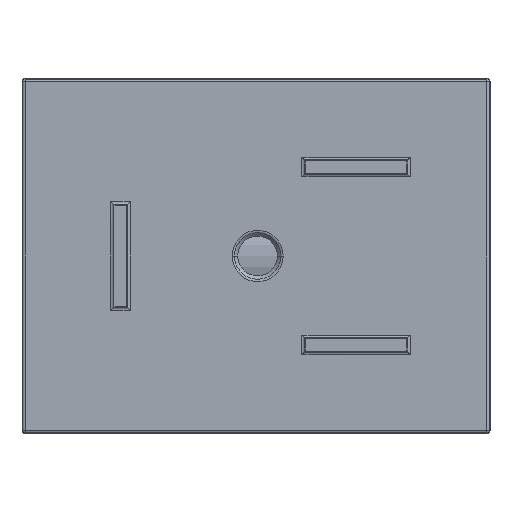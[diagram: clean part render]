
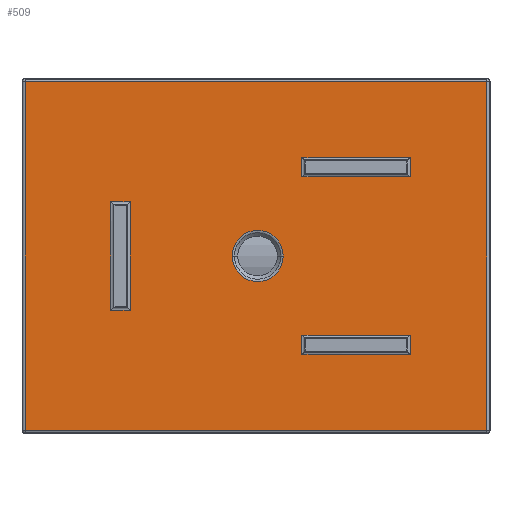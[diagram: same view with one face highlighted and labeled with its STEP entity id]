
A CAD part, front view. The second image highlights one B-rep face of the part: STEP entity #509.
In plain terms, the highlighted planar face has unit normal (0, -1, 0).
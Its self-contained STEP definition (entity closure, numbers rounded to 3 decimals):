
#357=CARTESIAN_POINT('',(-14.5,0.,11.));
#358=DIRECTION('',(0.,1.,0.));
#359=DIRECTION('',(1.,0.,0.));
#360=AXIS2_PLACEMENT_3D('',#357,#358,#359);
#361=PLANE('',#360);
#362=CARTESIAN_POINT('',(1.683,0.,-0.));
#363=VERTEX_POINT('',#362);
#364=CARTESIAN_POINT('',(0.1,0.,0.));
#365=DIRECTION('',(0.,-1.,0.));
#366=DIRECTION('',(-1.,0.,0.));
#367=AXIS2_PLACEMENT_3D('',#364,#365,#366);
#368=CIRCLE('',#367,1.583);
#369=EDGE_CURVE('',#363,#363,#368,.T.);
#370=ORIENTED_EDGE('',*,*,#369,.F.);
#371=EDGE_LOOP('',(#370));
#372=FACE_BOUND('',#371,.T.);
#373=CARTESIAN_POINT('',(2.85,0.,4.9));
#374=VERTEX_POINT('',#373);
#375=CARTESIAN_POINT('',(9.55,0.,4.9));
#376=VERTEX_POINT('',#375);
#377=CARTESIAN_POINT('',(2.85,0.,4.9));
#378=DIRECTION('',(1.,0.,-0.));
#379=VECTOR('',#378,6.7);
#380=LINE('',#377,#379);
#381=EDGE_CURVE('',#374,#376,#380,.T.);
#382=ORIENTED_EDGE('',*,*,#381,.F.);
#383=CARTESIAN_POINT('',(2.85,0.,6.1));
#384=VERTEX_POINT('',#383);
#385=CARTESIAN_POINT('',(2.85,0.,6.1));
#386=DIRECTION('',(0.,0.,-1.));
#387=VECTOR('',#386,1.2);
#388=LINE('',#385,#387);
#389=EDGE_CURVE('',#384,#374,#388,.T.);
#390=ORIENTED_EDGE('',*,*,#389,.F.);
#391=CARTESIAN_POINT('',(9.55,0.,6.1));
#392=VERTEX_POINT('',#391);
#393=CARTESIAN_POINT('',(9.55,0.,6.1));
#394=DIRECTION('',(-1.,0.,0.));
#395=VECTOR('',#394,6.7);
#396=LINE('',#393,#395);
#397=EDGE_CURVE('',#392,#384,#396,.T.);
#398=ORIENTED_EDGE('',*,*,#397,.F.);
#399=CARTESIAN_POINT('',(9.55,0.,4.9));
#400=DIRECTION('',(0.,0.,1.));
#401=VECTOR('',#400,1.2);
#402=LINE('',#399,#401);
#403=EDGE_CURVE('',#376,#392,#402,.T.);
#404=ORIENTED_EDGE('',*,*,#403,.F.);
#405=EDGE_LOOP('',(#382,#390,#398,#404));
#406=FACE_BOUND('',#405,.T.);
#407=CARTESIAN_POINT('',(14.3,0.,10.8));
#408=VERTEX_POINT('',#407);
#409=CARTESIAN_POINT('',(14.3,0.,-10.8));
#410=VERTEX_POINT('',#409);
#411=CARTESIAN_POINT('',(14.3,0.,10.8));
#412=DIRECTION('',(0.,0.,-1.));
#413=VECTOR('',#412,21.6);
#414=LINE('',#411,#413);
#415=EDGE_CURVE('',#408,#410,#414,.T.);
#416=ORIENTED_EDGE('',*,*,#415,.F.);
#417=CARTESIAN_POINT('',(-14.3,0.,10.8));
#418=VERTEX_POINT('',#417);
#419=CARTESIAN_POINT('',(-14.3,-0.,10.8));
#420=DIRECTION('',(1.,0.,-0.));
#421=VECTOR('',#420,28.6);
#422=LINE('',#419,#421);
#423=EDGE_CURVE('',#418,#408,#422,.T.);
#424=ORIENTED_EDGE('',*,*,#423,.F.);
#425=CARTESIAN_POINT('',(-14.3,0.,-10.8));
#426=VERTEX_POINT('',#425);
#427=CARTESIAN_POINT('',(-14.3,0.,-10.8));
#428=DIRECTION('',(0.,0.,1.));
#429=VECTOR('',#428,21.6);
#430=LINE('',#427,#429);
#431=EDGE_CURVE('',#426,#418,#430,.T.);
#432=ORIENTED_EDGE('',*,*,#431,.F.);
#433=CARTESIAN_POINT('',(14.3,-0.,-10.8));
#434=DIRECTION('',(-1.,0.,0.));
#435=VECTOR('',#434,28.6);
#436=LINE('',#433,#435);
#437=EDGE_CURVE('',#410,#426,#436,.T.);
#438=ORIENTED_EDGE('',*,*,#437,.F.);
#439=EDGE_LOOP('',(#416,#424,#432,#438));
#440=FACE_BOUND('',#439,.T.);
#441=CARTESIAN_POINT('',(-7.8,0.,3.35));
#442=VERTEX_POINT('',#441);
#443=CARTESIAN_POINT('',(-9.,0.,3.35));
#444=VERTEX_POINT('',#443);
#445=CARTESIAN_POINT('',(-7.8,0.,3.35));
#446=DIRECTION('',(-1.,0.,0.));
#447=VECTOR('',#446,1.2);
#448=LINE('',#445,#447);
#449=EDGE_CURVE('',#442,#444,#448,.T.);
#450=ORIENTED_EDGE('',*,*,#449,.F.);
#451=CARTESIAN_POINT('',(-7.8,0.,-3.35));
#452=VERTEX_POINT('',#451);
#453=CARTESIAN_POINT('',(-7.8,0.,-3.35));
#454=DIRECTION('',(0.,0.,1.));
#455=VECTOR('',#454,6.7);
#456=LINE('',#453,#455);
#457=EDGE_CURVE('',#452,#442,#456,.T.);
#458=ORIENTED_EDGE('',*,*,#457,.F.);
#459=CARTESIAN_POINT('',(-9.,0.,-3.35));
#460=VERTEX_POINT('',#459);
#461=CARTESIAN_POINT('',(-9.,0.,-3.35));
#462=DIRECTION('',(1.,0.,-0.));
#463=VECTOR('',#462,1.2);
#464=LINE('',#461,#463);
#465=EDGE_CURVE('',#460,#452,#464,.T.);
#466=ORIENTED_EDGE('',*,*,#465,.F.);
#467=CARTESIAN_POINT('',(-9.,0.,3.35));
#468=DIRECTION('',(0.,0.,-1.));
#469=VECTOR('',#468,6.7);
#470=LINE('',#467,#469);
#471=EDGE_CURVE('',#444,#460,#470,.T.);
#472=ORIENTED_EDGE('',*,*,#471,.F.);
#473=EDGE_LOOP('',(#450,#458,#466,#472));
#474=FACE_BOUND('',#473,.T.);
#475=CARTESIAN_POINT('',(2.85,0.,-4.9));
#476=VERTEX_POINT('',#475);
#477=CARTESIAN_POINT('',(2.85,0.,-6.1));
#478=VERTEX_POINT('',#477);
#479=CARTESIAN_POINT('',(2.85,0.,-4.9));
#480=DIRECTION('',(0.,0.,-1.));
#481=VECTOR('',#480,1.2);
#482=LINE('',#479,#481);
#483=EDGE_CURVE('',#476,#478,#482,.T.);
#484=ORIENTED_EDGE('',*,*,#483,.F.);
#485=CARTESIAN_POINT('',(9.55,0.,-4.9));
#486=VERTEX_POINT('',#485);
#487=CARTESIAN_POINT('',(9.55,0.,-4.9));
#488=DIRECTION('',(-1.,0.,0.));
#489=VECTOR('',#488,6.7);
#490=LINE('',#487,#489);
#491=EDGE_CURVE('',#486,#476,#490,.T.);
#492=ORIENTED_EDGE('',*,*,#491,.F.);
#493=CARTESIAN_POINT('',(9.55,0.,-6.1));
#494=VERTEX_POINT('',#493);
#495=CARTESIAN_POINT('',(9.55,0.,-6.1));
#496=DIRECTION('',(0.,0.,1.));
#497=VECTOR('',#496,1.2);
#498=LINE('',#495,#497);
#499=EDGE_CURVE('',#494,#486,#498,.T.);
#500=ORIENTED_EDGE('',*,*,#499,.F.);
#501=CARTESIAN_POINT('',(2.85,0.,-6.1));
#502=DIRECTION('',(1.,0.,-0.));
#503=VECTOR('',#502,6.7);
#504=LINE('',#501,#503);
#505=EDGE_CURVE('',#478,#494,#504,.T.);
#506=ORIENTED_EDGE('',*,*,#505,.F.);
#507=EDGE_LOOP('',(#484,#492,#500,#506));
#508=FACE_BOUND('',#507,.T.);
#509=ADVANCED_FACE('',(#372,#406,#440,#474,#508),#361,.F.);
